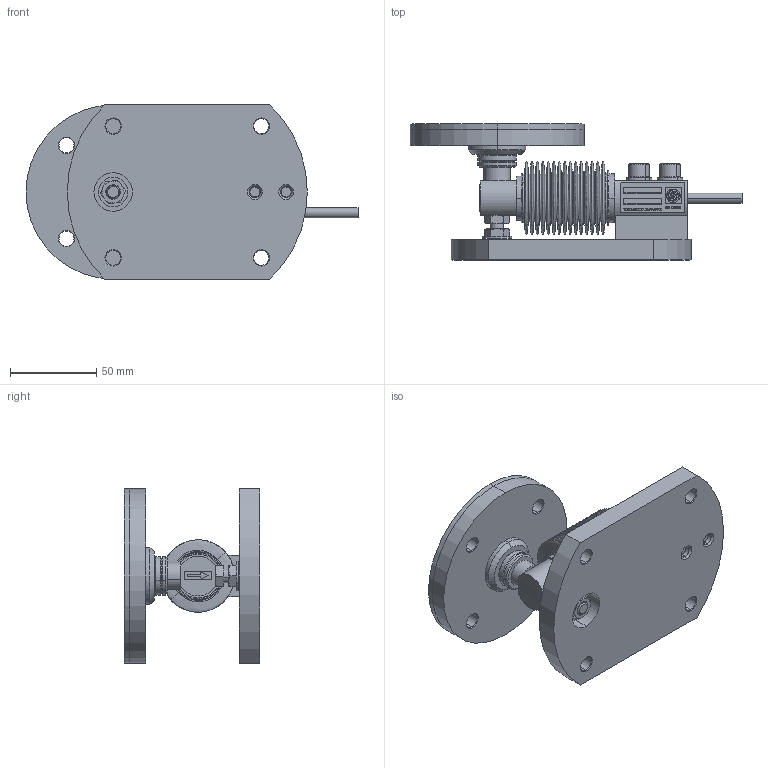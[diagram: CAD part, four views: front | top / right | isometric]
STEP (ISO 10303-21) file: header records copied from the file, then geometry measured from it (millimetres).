
FILE_DESCRIPTION (( 'STEP AP214' ), '1' );
FILE_NAME ('MQ4-30KG to 500KG (STEP) X1.STEP', '2022-10-19T22:28:52', ( '' ), ( '' ), 'SwSTEP 2.0', 'SolidWorks 2021', '' );
FILE_SCHEMA (( 'AUTOMOTIVE_DESIGN' ));
Length unit declared in the file: inch
Products named in the file (1): MQ4-30KG to 500KG (STEP) X1
Bounding box: 192.15 x 78.68 x 100.84 mm (x, y, z)
Volume: 348734 mm3; surface area: 134258.6 mm2
Topology: 23 solids, 23 shells, 819 faces, 2172 edges, 1484 vertices
Faces by surface type: cylinder 386, plane 207, cone 170, bspline 44, torus 8, sphere 4
Entity records: 46477 total; most frequent: CARTESIAN_POINT 16338, ORIENTED_EDGE 4340, DIRECTION 3643, EDGE_CURVE 2170, VERTEX_POINT 1484, AXIS2_PLACEMENT_3D 1384, EDGE_LOOP 966, VECTOR 875
